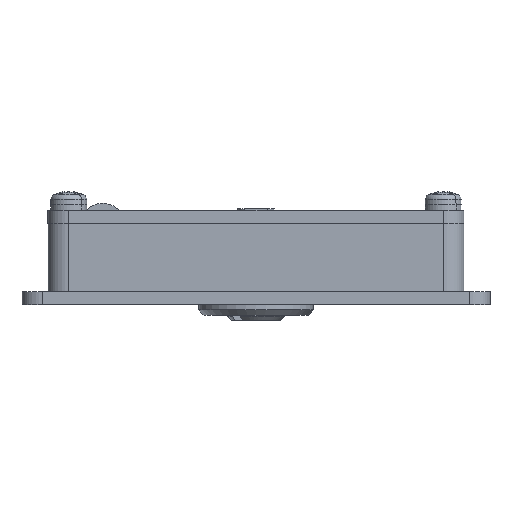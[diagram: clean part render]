
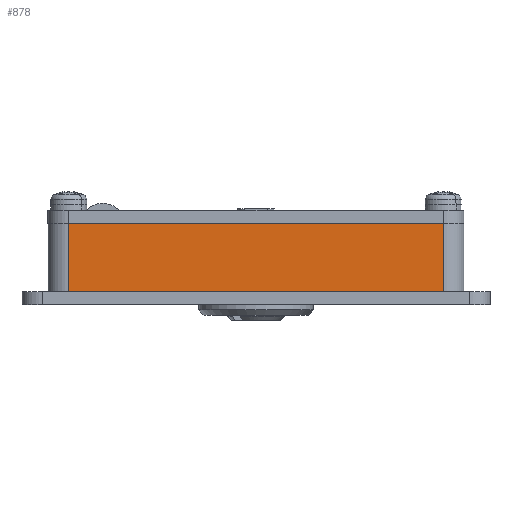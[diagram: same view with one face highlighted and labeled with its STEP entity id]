
A CAD part, front view. The second image highlights one B-rep face of the part: STEP entity #878.
In plain terms, the highlighted planar face has unit normal (0, -1, 0).
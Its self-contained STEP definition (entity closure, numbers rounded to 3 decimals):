
#878 = ADVANCED_FACE ( 'NONE', ( #11371 ), #9244, .F. ) ;
#1126 = EDGE_CURVE ( 'NONE', #1652, #1973, #2777, .T. ) ;
#1441 = CARTESIAN_POINT ( 'NONE',  ( -36., -134.5, 15.7 ) ) ;
#1518 = VECTOR ( 'NONE', #6302, 1000. ) ;
#1652 = VERTEX_POINT ( 'NONE', #1441 ) ;
#1973 = VERTEX_POINT ( 'NONE', #5290 ) ;
#2536 = ORIENTED_EDGE ( 'NONE', *, *, #1126, .F. ) ;
#2777 = LINE ( 'NONE', #9614, #7068 ) ;
#3296 = ORIENTED_EDGE ( 'NONE', *, *, #14142, .T. ) ;
#4115 = AXIS2_PLACEMENT_3D ( 'NONE', #14745, #14566, #6559 ) ;
#4849 = VERTEX_POINT ( 'NONE', #12469 ) ;
#5111 = CARTESIAN_POINT ( 'NONE',  ( -40., -134.5, 2.5 ) ) ;
#5290 = CARTESIAN_POINT ( 'NONE',  ( 36., -134.5, 15.7 ) ) ;
#5327 = DIRECTION ( 'NONE',  ( 0., 0., -1. ) ) ;
#6302 = DIRECTION ( 'NONE',  ( 1., 0., 0. ) ) ;
#6559 = DIRECTION ( 'NONE',  ( 0., 0., 1. ) ) ;
#6572 = CARTESIAN_POINT ( 'NONE',  ( -36., -134.5, 15.7 ) ) ;
#7068 = VECTOR ( 'NONE', #8368, 1000. ) ;
#7477 = EDGE_CURVE ( 'NONE', #11703, #1973, #9027, .T. ) ;
#7750 = CARTESIAN_POINT ( 'NONE',  ( 36., -134.5, 15.7 ) ) ;
#8254 = ORIENTED_EDGE ( 'NONE', *, *, #7477, .T. ) ;
#8368 = DIRECTION ( 'NONE',  ( 1., 0., 0. ) ) ;
#8524 = LINE ( 'NONE', #6572, #15590 ) ;
#9027 = LINE ( 'NONE', #7750, #13954 ) ;
#9244 = PLANE ( 'NONE',  #4115 ) ;
#9614 = CARTESIAN_POINT ( 'NONE',  ( -40., -134.5, 15.7 ) ) ;
#11371 = FACE_OUTER_BOUND ( 'NONE', #11513, .T. ) ;
#11436 = EDGE_CURVE ( 'NONE', #4849, #11703, #16279, .T. ) ;
#11513 = EDGE_LOOP ( 'NONE', ( #2536, #3296, #17719, #8254 ) ) ;
#11703 = VERTEX_POINT ( 'NONE', #14175 ) ;
#12469 = CARTESIAN_POINT ( 'NONE',  ( -36., -134.5, 2.5 ) ) ;
#13954 = VECTOR ( 'NONE', #14747, 1000. ) ;
#14142 = EDGE_CURVE ( 'NONE', #1652, #4849, #8524, .T. ) ;
#14175 = CARTESIAN_POINT ( 'NONE',  ( 36., -134.5, 2.5 ) ) ;
#14566 = DIRECTION ( 'NONE',  ( 0., 1., 0. ) ) ;
#14745 = CARTESIAN_POINT ( 'NONE',  ( -40., -134.5, 15.7 ) ) ;
#14747 = DIRECTION ( 'NONE',  ( 0., 0., 1. ) ) ;
#15590 = VECTOR ( 'NONE', #5327, 1000. ) ;
#16279 = LINE ( 'NONE', #5111, #1518 ) ;
#17719 = ORIENTED_EDGE ( 'NONE', *, *, #11436, .T. ) ;
